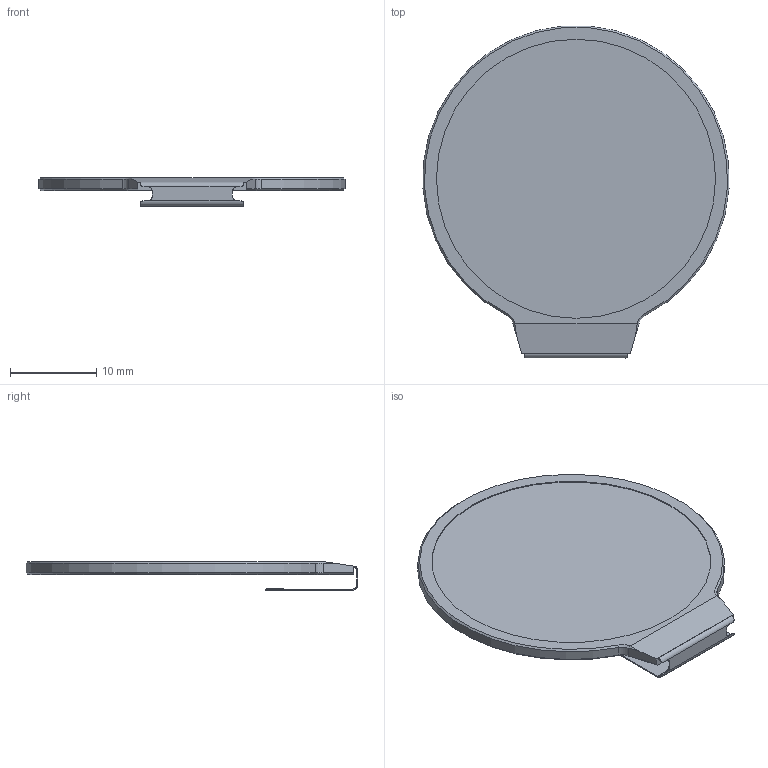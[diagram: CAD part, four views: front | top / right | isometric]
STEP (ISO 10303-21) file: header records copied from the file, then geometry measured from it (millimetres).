
FILE_DESCRIPTION(/* description */ (''),/* implementation_level */ '2;1');
FILE_NAME(/* name */ 'TFT128圆屏.step',/* time_stamp */ '2022-05-25T09:50:20+08:00',/* author */ (''),/* organization */ (''),/* preprocessor_version */ 'ST-DEVELOPER v18.1',/* originating_system */ 'Autodesk Translation Framework v10.14.0.1471',/* authorisation */ '');
FILE_SCHEMA (('AUTOMOTIVE_DESIGN { 1 0 10303 214 3 1 1 }'));
Length unit declared in the file: millimetre
Products named in the file (1): TFT128圆屏
Bounding box: 35.52 x 38.53 x 3.32 mm (x, y, z)
Volume: 1476.4 mm3; surface area: 2544.6 mm2
Topology: 2 solids, 2 shells, 185 faces, 452 edges, 296 vertices
Faces by surface type: plane 151, cylinder 28, cone 6
Full cylindrical faces by diameter (mm): 0.2 x12, 32.4 x1
Entity records: 5515 total; most frequent: CARTESIAN_POINT 1026, ORIENTED_EDGE 904, DIRECTION 870, EDGE_CURVE 452, LINE 390, VECTOR 390, VERTEX_POINT 296, AXIS2_PLACEMENT_3D 240
